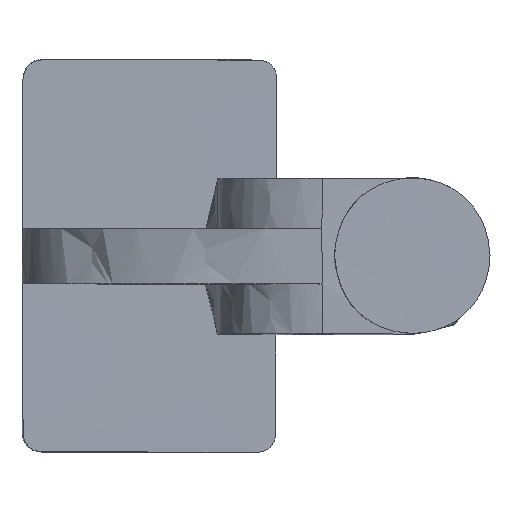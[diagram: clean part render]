
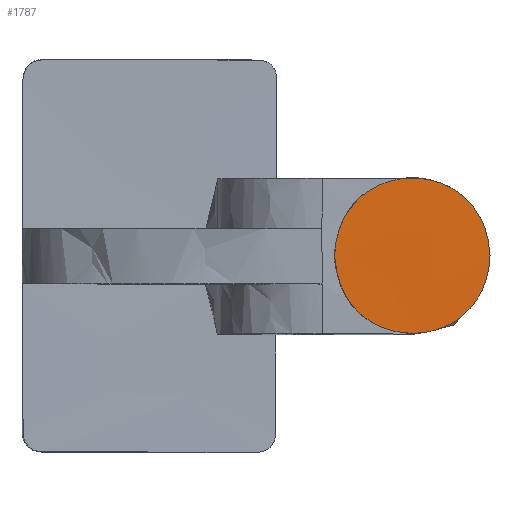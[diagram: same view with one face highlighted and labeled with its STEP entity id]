
A CAD part, top view. The second image highlights one B-rep face of the part: STEP entity #1787.
In plain terms, the highlighted free-form (B-spline) face has degree [3, 3] with [4, 4] control points.
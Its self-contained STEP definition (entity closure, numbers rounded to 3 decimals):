
#314 = B_SPLINE_SURFACE_WITH_KNOTS('',3,3,(
    (#315,#316,#317,#318)
    ,(#319,#320,#321,#322)
    ,(#323,#324,#325,#326)
    ,(#327,#328,#329,#330
    )),.UNSPECIFIED.,.F.,.F.,.F.,(4,4),(4,4),(0.,1.),(0.,1.),
  .PIECEWISE_BEZIER_KNOTS.);
#315 = CARTESIAN_POINT('',(0.319,0.001,
    0.113));
#316 = CARTESIAN_POINT('',(0.322,0.001,
    0.239));
#317 = CARTESIAN_POINT('',(0.322,0.006,
    0.369));
#318 = CARTESIAN_POINT('',(0.321,0.005,
    0.498));
#319 = CARTESIAN_POINT('',(0.316,-0.451,0.112
    ));
#320 = CARTESIAN_POINT('',(0.313,-0.45,0.247
    ));
#321 = CARTESIAN_POINT('',(0.314,-0.449,0.37
    ));
#322 = CARTESIAN_POINT('',(0.317,-0.446,0.5)
  );
#323 = CARTESIAN_POINT('',(1.025,-0.447,0.114
    ));
#324 = CARTESIAN_POINT('',(1.029,-0.445,0.242
    ));
#325 = CARTESIAN_POINT('',(1.032,-0.442,0.369
    ));
#326 = CARTESIAN_POINT('',(1.028,-0.44,0.5
    ));
#327 = CARTESIAN_POINT('',(1.021,0.004,
    0.115));
#328 = CARTESIAN_POINT('',(1.021,0.006,
    0.24));
#329 = CARTESIAN_POINT('',(1.016,0.006,
    0.376));
#330 = CARTESIAN_POINT('',(1.021,0.012,
    0.5));
#374 = VERTEX_POINT('',#375);
#375 = CARTESIAN_POINT('',(0.332,-0.001,
    0.495));
#390 = B_SPLINE_SURFACE_WITH_KNOTS('',3,3,(
    (#391,#392,#393,#394)
    ,(#395,#396,#397,#398)
    ,(#399,#400,#401,#402)
    ,(#403,#404,#405,#406
    )),.UNSPECIFIED.,.F.,.F.,.F.,(4,4),(4,4),(0.,1.),(0.,1.),
  .PIECEWISE_BEZIER_KNOTS.);
#391 = CARTESIAN_POINT('',(1.001,0.004,
    0.131));
#392 = CARTESIAN_POINT('',(1.,0.003,
    0.254));
#393 = CARTESIAN_POINT('',(1.,0.006,
    0.381));
#394 = CARTESIAN_POINT('',(1.002,0.002,
    0.507));
#395 = CARTESIAN_POINT('',(1.001,0.433,0.13)
  );
#396 = CARTESIAN_POINT('',(1.007,0.435,0.252)
  );
#397 = CARTESIAN_POINT('',(1.004,0.429,0.382)
  );
#398 = CARTESIAN_POINT('',(1.002,0.434,0.503)
  );
#399 = CARTESIAN_POINT('',(0.327,0.427,0.126)
  );
#400 = CARTESIAN_POINT('',(0.323,0.426,0.257)
  );
#401 = CARTESIAN_POINT('',(0.326,0.43,0.375)
  );
#402 = CARTESIAN_POINT('',(0.325,0.429,0.504)
  );
#403 = CARTESIAN_POINT('',(0.332,0.,
    0.13));
#404 = CARTESIAN_POINT('',(0.332,0.,
    0.254));
#405 = CARTESIAN_POINT('',(0.333,-0.001,
    0.38));
#406 = CARTESIAN_POINT('',(0.332,-0.001,
    0.505));
#415 = EDGE_CURVE('',#374,#416,#418,.T.);
#416 = VERTEX_POINT('',#417);
#417 = CARTESIAN_POINT('',(0.994,-0.002,
    0.494));
#418 = SURFACE_CURVE('',#419,(#424,#434),.PCURVE_S1.);
#419 = B_SPLINE_CURVE_WITH_KNOTS('',3,(#420,#421,#422,#423),
  .UNSPECIFIED.,.F.,.F.,(4,4),(0.,1.),.PIECEWISE_BEZIER_KNOTS.);
#420 = CARTESIAN_POINT('',(0.332,-0.001,
    0.495));
#421 = CARTESIAN_POINT('',(0.353,-0.443,0.498)
  );
#422 = CARTESIAN_POINT('',(0.978,-0.443,0.491)
  );
#423 = CARTESIAN_POINT('',(0.994,-0.002,
    0.494));
#424 = PCURVE('',#314,#425);
#425 = DEFINITIONAL_REPRESENTATION('',(#426),#433);
#426 = B_SPLINE_CURVE_WITH_KNOTS('',5,(#427,#428,#429,#430,#431,#432),
  .UNSPECIFIED.,.F.,.F.,(6,6),(0.,1.),.PIECEWISE_BEZIER_KNOTS.);
#427 = CARTESIAN_POINT('',(0.004,0.991));
#428 = CARTESIAN_POINT('',(0.202,0.994));
#429 = CARTESIAN_POINT('',(0.462,0.99));
#430 = CARTESIAN_POINT('',(0.518,0.984));
#431 = CARTESIAN_POINT('',(0.79,0.982));
#432 = CARTESIAN_POINT('',(0.99,0.98));
#433 = ( GEOMETRIC_REPRESENTATION_CONTEXT(2) 
PARAMETRIC_REPRESENTATION_CONTEXT() REPRESENTATION_CONTEXT('2D SPACE',''
  ) );
#434 = PCURVE('',#435,#452);
#435 = B_SPLINE_SURFACE_WITH_KNOTS('',3,3,(
    (#436,#437,#438,#439)
    ,(#440,#441,#442,#443)
    ,(#444,#445,#446,#447)
    ,(#448,#449,#450,#451
    )),.UNSPECIFIED.,.F.,.F.,.F.,(4,4),(4,4),(0.,1.),(0.,1.),
  .PIECEWISE_BEZIER_KNOTS.);
#436 = CARTESIAN_POINT('',(0.318,-0.353,0.493)
  );
#437 = CARTESIAN_POINT('',(0.318,-0.118,0.495
    ));
#438 = CARTESIAN_POINT('',(0.318,0.112,0.494)
  );
#439 = CARTESIAN_POINT('',(0.32,0.345,0.495)
  );
#440 = CARTESIAN_POINT('',(0.545,-0.35,0.492
    ));
#441 = CARTESIAN_POINT('',(0.549,-0.122,0.497
    ));
#442 = CARTESIAN_POINT('',(0.549,0.117,0.492)
  );
#443 = CARTESIAN_POINT('',(0.547,0.346,0.495)
  );
#444 = CARTESIAN_POINT('',(0.778,-0.35,0.495)
  );
#445 = CARTESIAN_POINT('',(0.777,-0.118,0.495)
  );
#446 = CARTESIAN_POINT('',(0.778,0.114,0.497)
  );
#447 = CARTESIAN_POINT('',(0.779,0.349,0.493)
  );
#448 = CARTESIAN_POINT('',(1.008,-0.351,0.493)
  );
#449 = CARTESIAN_POINT('',(1.009,-0.115,0.496
    ));
#450 = CARTESIAN_POINT('',(1.007,0.117,0.496)
  );
#451 = CARTESIAN_POINT('',(1.006,0.351,0.495)
  );
#452 = DEFINITIONAL_REPRESENTATION('',(#453),#458);
#453 = B_SPLINE_CURVE_WITH_KNOTS('',3,(#454,#455,#456,#457),
  .UNSPECIFIED.,.F.,.F.,(4,4),(0.,1.),.PIECEWISE_BEZIER_KNOTS.);
#454 = CARTESIAN_POINT('',(0.019,0.503));
#455 = CARTESIAN_POINT('',(0.051,-0.132));
#456 = CARTESIAN_POINT('',(0.955,-0.134));
#457 = CARTESIAN_POINT('',(0.981,0.497));
#458 = ( GEOMETRIC_REPRESENTATION_CONTEXT(2) 
PARAMETRIC_REPRESENTATION_CONTEXT() REPRESENTATION_CONTEXT('2D SPACE',''
  ) );
#1787 = ADVANCED_FACE('',(#1788),#435,.T.);
#1788 = FACE_BOUND('',#1789,.T.);
#1789 = EDGE_LOOP('',(#1790,#1791));
#1790 = ORIENTED_EDGE('',*,*,#415,.T.);
#1791 = ORIENTED_EDGE('',*,*,#1792,.T.);
#1792 = EDGE_CURVE('',#416,#374,#1793,.T.);
#1793 = SURFACE_CURVE('',#1794,(#1799,#1807),.PCURVE_S1.);
#1794 = B_SPLINE_CURVE_WITH_KNOTS('',3,(#1795,#1796,#1797,#1798),
  .UNSPECIFIED.,.F.,.F.,(4,4),(0.,1.),.PIECEWISE_BEZIER_KNOTS.);
#1795 = CARTESIAN_POINT('',(0.994,-0.002,
    0.494));
#1796 = CARTESIAN_POINT('',(0.98,0.44,0.494)
  );
#1797 = CARTESIAN_POINT('',(0.349,0.44,0.493)
  );
#1798 = CARTESIAN_POINT('',(0.332,-0.001,
    0.495));
#1799 = PCURVE('',#435,#1800);
#1800 = DEFINITIONAL_REPRESENTATION('',(#1801),#1806);
#1801 = B_SPLINE_CURVE_WITH_KNOTS('',3,(#1802,#1803,#1804,#1805),
  .UNSPECIFIED.,.F.,.F.,(4,4),(0.,1.),.PIECEWISE_BEZIER_KNOTS.);
#1802 = CARTESIAN_POINT('',(0.981,0.497));
#1803 = CARTESIAN_POINT('',(0.962,1.128));
#1804 = CARTESIAN_POINT('',(0.043,1.137));
#1805 = CARTESIAN_POINT('',(0.019,0.503));
#1806 = ( GEOMETRIC_REPRESENTATION_CONTEXT(2) 
PARAMETRIC_REPRESENTATION_CONTEXT() REPRESENTATION_CONTEXT('2D SPACE',''
  ) );
#1807 = PCURVE('',#390,#1808);
#1808 = DEFINITIONAL_REPRESENTATION('',(#1809),#1816);
#1809 = B_SPLINE_CURVE_WITH_KNOTS('',5,(#1810,#1811,#1812,#1813,#1814,
    #1815),.UNSPECIFIED.,.F.,.F.,(6,6),(0.,1.),
  .PIECEWISE_BEZIER_KNOTS.);
#1810 = CARTESIAN_POINT('',(-0.003,0.966));
#1811 = CARTESIAN_POINT('',(0.2,0.971));
#1812 = CARTESIAN_POINT('',(0.447,0.973));
#1813 = CARTESIAN_POINT('',(0.559,0.973));
#1814 = CARTESIAN_POINT('',(0.795,0.972));
#1815 = CARTESIAN_POINT('',(1.,0.973));
#1816 = ( GEOMETRIC_REPRESENTATION_CONTEXT(2) 
PARAMETRIC_REPRESENTATION_CONTEXT() REPRESENTATION_CONTEXT('2D SPACE',''
  ) );
